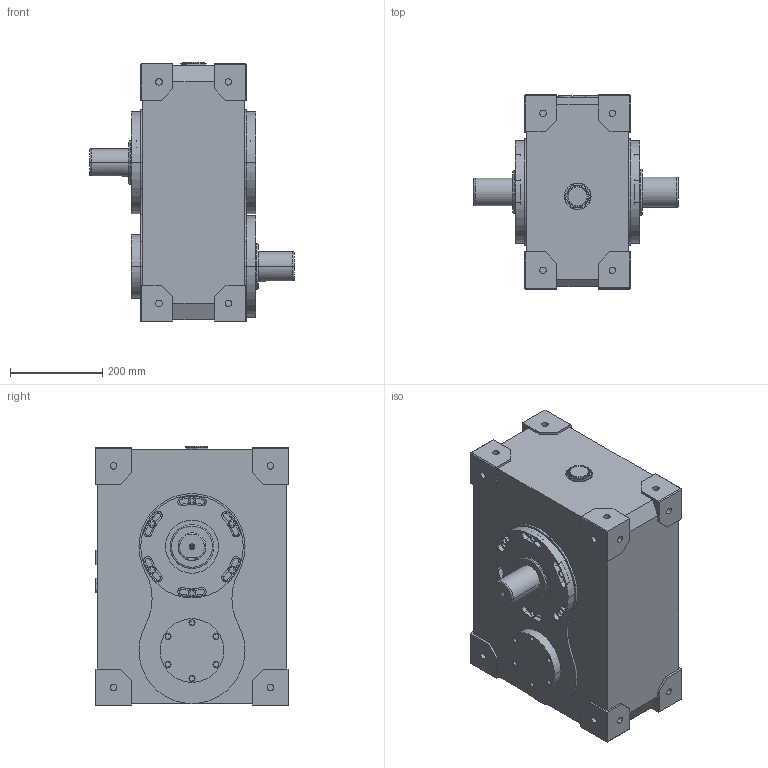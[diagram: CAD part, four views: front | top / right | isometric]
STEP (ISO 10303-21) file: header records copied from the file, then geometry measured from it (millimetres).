
FILE_DESCRIPTION (( 'STEP AP203' ), '1' );
FILE_NAME ('PC225.STEP', '2025-06-20T05:10:03', ( '' ), ( '' ), 'SwSTEP 2.0', 'SolidWorks 2018', '' );
FILE_SCHEMA (( 'CONFIG_CONTROL_DESIGN' ));
Length unit declared in the file: millimetre
Products named in the file (1): PC225
Bounding box: 443 x 420 x 563 mm (x, y, z)
Volume: 53793883.7 mm3; surface area: 1094896.9 mm2
Topology: 1 solids, 1 shells, 967 faces, 2460 edges, 1608 vertices
Faces by surface type: plane 571, cylinder 299, bspline 75, torus 14, cone 8
Entity records: 33487 total; most frequent: CARTESIAN_POINT 9820, ORIENTED_EDGE 4912, DIRECTION 4812, EDGE_CURVE 2456, AXIS2_PLACEMENT_3D 1620, VERTEX_POINT 1608, LINE 1572, VECTOR 1572
